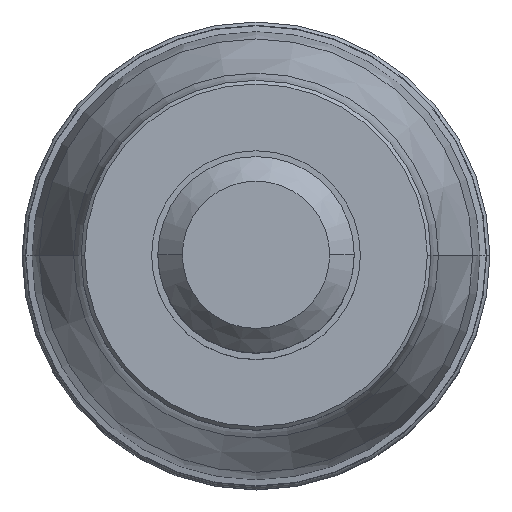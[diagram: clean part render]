
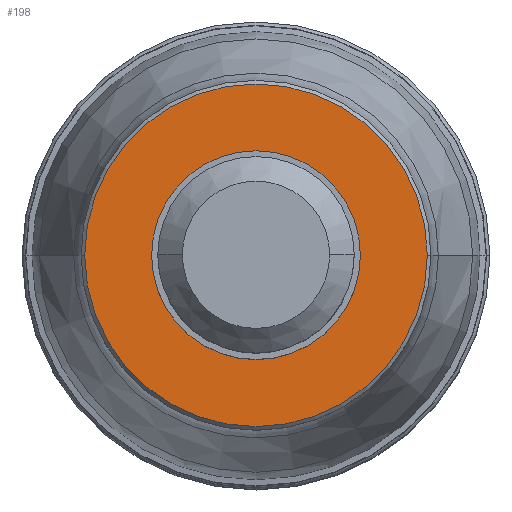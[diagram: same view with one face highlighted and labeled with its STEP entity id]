
A CAD part, top view. The second image highlights one B-rep face of the part: STEP entity #198.
In plain terms, the highlighted planar face has unit normal (0, 0, 1).
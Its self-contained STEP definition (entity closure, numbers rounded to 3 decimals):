
#28=PLANE('',#1615);
#33=FACE_BOUND('',#383,.T.);
#34=FACE_BOUND('',#384,.T.);
#198=ADVANCED_FACE('',(#33,#34),#28,.F.);
#383=EDGE_LOOP('',(#643,#644,#645,#646));
#384=EDGE_LOOP('',(#647,#648));
#643=ORIENTED_EDGE('',*,*,#1027,.T.);
#644=ORIENTED_EDGE('',*,*,#1031,.T.);
#645=ORIENTED_EDGE('',*,*,#1030,.T.);
#646=ORIENTED_EDGE('',*,*,#1028,.T.);
#647=ORIENTED_EDGE('',*,*,#1032,.T.);
#648=ORIENTED_EDGE('',*,*,#1033,.T.);
#866=VERTEX_POINT('',#3530);
#867=VERTEX_POINT('',#3532);
#868=VERTEX_POINT('',#3534);
#869=VERTEX_POINT('',#3538);
#870=VERTEX_POINT('',#3542);
#871=VERTEX_POINT('',#3543);
#1027=EDGE_CURVE('',#867,#866,#1252,.T.);
#1028=EDGE_CURVE('',#868,#867,#1253,.T.);
#1030=EDGE_CURVE('',#869,#868,#1254,.T.);
#1031=EDGE_CURVE('',#866,#869,#1255,.T.);
#1032=EDGE_CURVE('',#870,#871,#1256,.T.);
#1033=EDGE_CURVE('',#871,#870,#1257,.T.);
#1252=CIRCLE('',#1607,13.95);
#1253=CIRCLE('',#1608,13.95);
#1254=CIRCLE('',#1610,13.95);
#1255=CIRCLE('',#1611,13.95);
#1256=CIRCLE('',#1613,8.5);
#1257=CIRCLE('',#1614,8.5);
#1607=AXIS2_PLACEMENT_3D('',#3531,#1958,#1959);
#1608=AXIS2_PLACEMENT_3D('',#3533,#1960,#1961);
#1610=AXIS2_PLACEMENT_3D('',#3537,#1965,#1966);
#1611=AXIS2_PLACEMENT_3D('',#3539,#1967,#1968);
#1613=AXIS2_PLACEMENT_3D('',#3541,#1971,#1972);
#1614=AXIS2_PLACEMENT_3D('',#3544,#1973,#1974);
#1615=AXIS2_PLACEMENT_3D('',#3545,#1975,#1976);
#1958=DIRECTION('',(0.,0.,1.));
#1959=DIRECTION('',(0.,1.,0.));
#1960=DIRECTION('',(0.,0.,1.));
#1961=DIRECTION('',(1.,0.,0.));
#1965=DIRECTION('',(0.,0.,1.));
#1966=DIRECTION('',(0.,-1.,0.));
#1967=DIRECTION('',(0.,0.,1.));
#1968=DIRECTION('',(-1.,0.,0.));
#1971=DIRECTION('',(0.,0.,-1.));
#1972=DIRECTION('',(-1.,0.,0.));
#1973=DIRECTION('',(0.,0.,-1.));
#1974=DIRECTION('',(1.,0.,0.));
#1975=DIRECTION('',(0.,0.,-1.));
#1976=DIRECTION('',(1.,0.,0.));
#3530=CARTESIAN_POINT('',(-13.95,0.,0.));
#3531=CARTESIAN_POINT('',(0.,0.,0.));
#3532=CARTESIAN_POINT('',(0.,13.95,0.));
#3533=CARTESIAN_POINT('',(0.,0.,0.));
#3534=CARTESIAN_POINT('',(13.95,0.,0.));
#3537=CARTESIAN_POINT('',(0.,0.,0.));
#3538=CARTESIAN_POINT('',(0.,-13.95,0.));
#3539=CARTESIAN_POINT('',(0.,0.,0.));
#3541=CARTESIAN_POINT('',(0.,0.,0.));
#3542=CARTESIAN_POINT('',(-8.5,0.,0.));
#3543=CARTESIAN_POINT('',(8.5,0.,0.));
#3544=CARTESIAN_POINT('',(0.,0.,0.));
#3545=CARTESIAN_POINT('',(0.,0.,0.));
